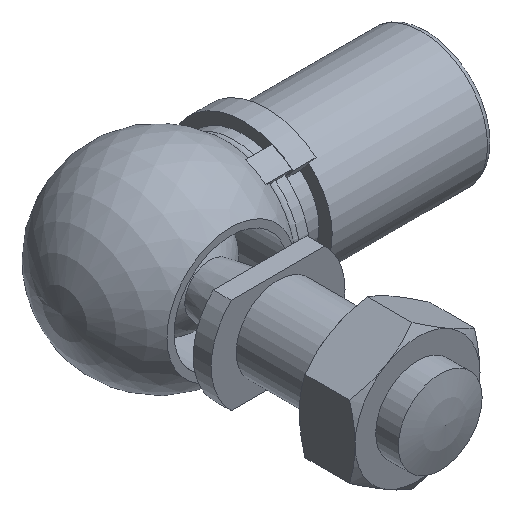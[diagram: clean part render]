
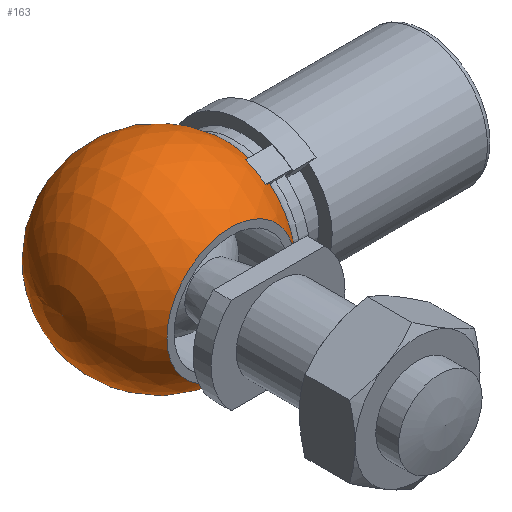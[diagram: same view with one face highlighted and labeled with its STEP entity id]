
A CAD part, isometric view. The second image highlights one B-rep face of the part: STEP entity #163.
In plain terms, the highlighted spherical face has radius 16.15 mm.
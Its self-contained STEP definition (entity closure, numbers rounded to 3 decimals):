
#163 = ADVANCED_FACE( '', ( #356, #357, #358 ), #359, .T. );
#356 = FACE_BOUND( '', #575, .T. );
#357 = FACE_OUTER_BOUND( '', #576, .T. );
#358 = FACE_BOUND( '', #577, .T. );
#359 = SPHERICAL_SURFACE( '', #578, 16.15 );
#575 = VERTEX_LOOP( '', #958 );
#576 = EDGE_LOOP( '', ( #959, #960, #961, #962 ) );
#577 = EDGE_LOOP( '', ( #963 ) );
#578 = AXIS2_PLACEMENT_3D( '', #964, #965, #966 );
#958 = VERTEX_POINT( '', #1331 );
#959 = ORIENTED_EDGE( '', *, *, #1266, .F. );
#960 = ORIENTED_EDGE( '', *, *, #1302, .F. );
#961 = ORIENTED_EDGE( '', *, *, #1332, .F. );
#962 = ORIENTED_EDGE( '', *, *, #1234, .F. );
#963 = ORIENTED_EDGE( '', *, *, #1194, .T. );
#964 = CARTESIAN_POINT( '', ( 0., 0., 0. ) );
#965 = DIRECTION( '', ( 1., 0., 0. ) );
#966 = DIRECTION( '', ( 0., 1., 0. ) );
#1194 = EDGE_CURVE( '', #1403, #1403, #1404, .F. );
#1234 = EDGE_CURVE( '', #1469, #1472, #1473, .F. );
#1266 = EDGE_CURVE( '', #1520, #1469, #1523, .F. );
#1302 = EDGE_CURVE( '', #1573, #1520, #1575, .T. );
#1331 = CARTESIAN_POINT( '', ( -16.15, 0., 0. ) );
#1332 = EDGE_CURVE( '', #1472, #1573, #1616, .F. );
#1403 = VERTEX_POINT( '', #1687 );
#1404 = CIRCLE( '', #1688, 10.696 );
#1469 = VERTEX_POINT( '', #1829 );
#1472 = VERTEX_POINT( '', #1833 );
#1473 = CIRCLE( '', #1834, 12.8 );
#1520 = VERTEX_POINT( '', #1896 );
#1523 = CIRCLE( '', #1908, 15.697 );
#1573 = VERTEX_POINT( '', #2017 );
#1575 = CIRCLE( '', #2019, 11.542 );
#1616 = CIRCLE( '', #2078, 16.15 );
#1687 = CARTESIAN_POINT( '', ( 0., -12.1, -10.696 ) );
#1688 = AXIS2_PLACEMENT_3D( '', #2177, #2178, #2179 );
#1829 = CARTESIAN_POINT( '', ( 9.848, -4.739, 11.89 ) );
#1833 = CARTESIAN_POINT( '', ( 9.848, -8.055, 9.947 ) );
#1834 = AXIS2_PLACEMENT_3D( '', #2217, #2218, #2219 );
#1896 = CARTESIAN_POINT( '', ( 11.296, -3.906, 10.861 ) );
#1908 = AXIS2_PLACEMENT_3D( '', #2260, #2261, #2262 );
#2017 = CARTESIAN_POINT( '', ( 11.296, -7.264, 8.97 ) );
#2019 = AXIS2_PLACEMENT_3D( '', #2298, #2299, #2300 );
#2078 = AXIS2_PLACEMENT_3D( '', #2336, #2337, #2338 );
#2177 = CARTESIAN_POINT( '', ( 0., -12.1, 0. ) );
#2178 = DIRECTION( '', ( 0., -1., 0. ) );
#2179 = DIRECTION( '', ( 0., 0., -1. ) );
#2217 = CARTESIAN_POINT( '', ( 9.848, 0., 0. ) );
#2218 = DIRECTION( '', ( -1., 0., 0. ) );
#2219 = DIRECTION( '', ( 0., 0., 1. ) );
#2260 = CARTESIAN_POINT( '', ( 0., 2.953, 2.391 ) );
#2261 = DIRECTION( '', ( 0., 0.777, 0.629 ) );
#2262 = DIRECTION( '', ( 0., -0.629, 0.777 ) );
#2298 = CARTESIAN_POINT( '', ( 11.296, 0., 0. ) );
#2299 = DIRECTION( '', ( 1., 0., 0. ) );
#2300 = DIRECTION( '', ( 0., 0., -1. ) );
#2336 = CARTESIAN_POINT( '', ( 0., 0., 0. ) );
#2337 = DIRECTION( '', ( 0., -0.777, -0.629 ) );
#2338 = DIRECTION( '', ( 0., 0.629, -0.777 ) );
